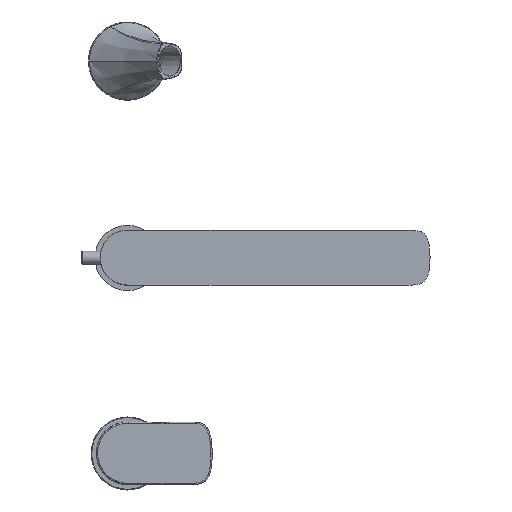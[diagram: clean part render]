
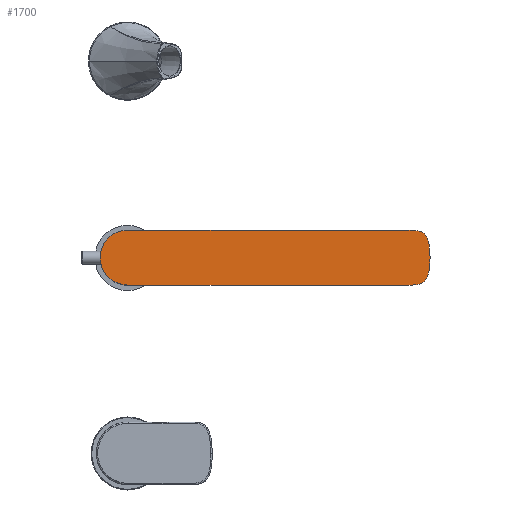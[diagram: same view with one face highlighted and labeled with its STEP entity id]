
A CAD part, top view. The second image highlights one B-rep face of the part: STEP entity #1700.
In plain terms, the highlighted face is planar.
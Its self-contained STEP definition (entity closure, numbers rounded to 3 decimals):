
#167=LINE('',#4455,#219);
#169=LINE('',#4478,#221);
#170=LINE('',#5072,#222);
#171=LINE('',#5073,#223);
#219=VECTOR('',#2173,10.);
#221=VECTOR('',#2175,10.);
#222=VECTOR('',#2178,44.);
#223=VECTOR('',#2179,44.);
#287=CIRCLE('',#1922,21.);
#403=PLANE('',#1929);
#437=FACE_OUTER_BOUND('',#558,.T.);
#558=EDGE_LOOP('',(#1217,#1218,#1219,#1220,#1221,#1222,#1223));
#686=B_SPLINE_CURVE_WITH_KNOTS('',3,(#4772,#4773,#4774,#4775,#4776,#4777,
#4778,#4779,#4780,#4781,#4782,#4783,#4784,#4785,#4786),.UNSPECIFIED.,.F.,
 .F.,(4,1,1,1,1,1,1,1,1,1,1,1,4),(0.,0.125,0.188,0.25,0.313,0.375,0.438,
0.5,0.563,0.625,0.75,0.875,1.),.UNSPECIFIED.);
#688=B_SPLINE_CURVE_WITH_KNOTS('',3,(#5056,#5057,#5058,#5059,#5060,#5061,
#5062,#5063,#5064,#5065,#5066,#5067,#5068,#5069,#5070),.UNSPECIFIED.,.F.,
 .F.,(4,1,1,1,1,1,1,1,1,1,1,1,4),(0.,0.125,0.188,0.25,0.313,0.375,0.438,
0.5,0.563,0.625,0.75,0.875,1.),.UNSPECIFIED.);
#759=VERTEX_POINT('',#4251);
#760=VERTEX_POINT('',#4266);
#773=VERTEX_POINT('',#4416);
#774=VERTEX_POINT('',#4454);
#776=VERTEX_POINT('',#4471);
#777=VERTEX_POINT('',#4477);
#778=VERTEX_POINT('',#4771);
#919=EDGE_CURVE('',#759,#760,#287,.T.);
#938=EDGE_CURVE('',#774,#773,#167,.T.);
#942=EDGE_CURVE('',#776,#777,#169,.T.);
#944=EDGE_CURVE('',#777,#778,#686,.T.);
#946=EDGE_CURVE('',#773,#778,#688,.T.);
#947=EDGE_CURVE('',#759,#774,#170,.T.);
#948=EDGE_CURVE('',#760,#776,#171,.T.);
#1217=ORIENTED_EDGE('',*,*,#919,.F.);
#1218=ORIENTED_EDGE('',*,*,#947,.T.);
#1219=ORIENTED_EDGE('',*,*,#938,.T.);
#1220=ORIENTED_EDGE('',*,*,#946,.T.);
#1221=ORIENTED_EDGE('',*,*,#944,.F.);
#1222=ORIENTED_EDGE('',*,*,#942,.F.);
#1223=ORIENTED_EDGE('',*,*,#948,.F.);
#1700=ADVANCED_FACE('',(#437),#403,.F.);
#1922=AXIS2_PLACEMENT_3D('',#4267,#2151,#2152);
#1929=AXIS2_PLACEMENT_3D('',#5071,#2176,#2177);
#2151=DIRECTION('center_axis',(0.,-1.,0.));
#2152=DIRECTION('ref_axis',(-1.,0.,0.));
#2173=DIRECTION('',(1.,0.,0.));
#2175=DIRECTION('',(1.,0.,0.));
#2176=DIRECTION('center_axis',(0.,-1.,0.));
#2177=DIRECTION('ref_axis',(0.,0.,-1.));
#2178=DIRECTION('',(1.,0.,0.));
#2179=DIRECTION('',(1.,0.,0.));
#4251=CARTESIAN_POINT('',(0.,0.,21.));
#4266=CARTESIAN_POINT('',(0.,0.,-21.));
#4267=CARTESIAN_POINT('Origin',(0.,0.,
0.));
#4416=CARTESIAN_POINT('',(210.,0.,21.));
#4454=CARTESIAN_POINT('',(44.,0.,21.));
#4455=CARTESIAN_POINT('',(44.,0.,21.));
#4471=CARTESIAN_POINT('',(44.,0.,-21.));
#4477=CARTESIAN_POINT('',(210.,0.,-21.));
#4478=CARTESIAN_POINT('',(44.,0.,-21.));
#4771=CARTESIAN_POINT('',(232.,0.,0.));
#4772=CARTESIAN_POINT('Ctrl Pts',(210.,0.,-21.));
#4773=CARTESIAN_POINT('Ctrl Pts',(211.559,0.,-21.));
#4774=CARTESIAN_POINT('Ctrl Pts',(213.897,0.,-21.003));
#4775=CARTESIAN_POINT('Ctrl Pts',(217.015,0.,-20.995));
#4776=CARTESIAN_POINT('Ctrl Pts',(219.353,0.,
-21.024));
#4777=CARTESIAN_POINT('Ctrl Pts',(221.691,0.,
-20.887));
#4778=CARTESIAN_POINT('Ctrl Pts',(223.985,0.,-20.387));
#4779=CARTESIAN_POINT('Ctrl Pts',(226.134,0.,
-19.421));
#4780=CARTESIAN_POINT('Ctrl Pts',(227.955,0.,
-17.917));
#4781=CARTESIAN_POINT('Ctrl Pts',(229.327,0.,
-16.003));
#4782=CARTESIAN_POINT('Ctrl Pts',(230.615,0.,
-13.151));
#4783=CARTESIAN_POINT('Ctrl Pts',(231.484,0.,
-9.333));
#4784=CARTESIAN_POINT('Ctrl Pts',(231.931,0.,
-4.676));
#4785=CARTESIAN_POINT('Ctrl Pts',(232.,0.,
-1.558));
#4786=CARTESIAN_POINT('Ctrl Pts',(232.,0.,0.));
#5056=CARTESIAN_POINT('Ctrl Pts',(210.,0.,21.));
#5057=CARTESIAN_POINT('Ctrl Pts',(211.559,0.,21.));
#5058=CARTESIAN_POINT('Ctrl Pts',(213.897,0.,21.003));
#5059=CARTESIAN_POINT('Ctrl Pts',(217.015,0.,20.995));
#5060=CARTESIAN_POINT('Ctrl Pts',(219.353,0.,
21.024));
#5061=CARTESIAN_POINT('Ctrl Pts',(221.691,0.,
20.887));
#5062=CARTESIAN_POINT('Ctrl Pts',(223.985,0.,
20.387));
#5063=CARTESIAN_POINT('Ctrl Pts',(226.134,0.,
19.421));
#5064=CARTESIAN_POINT('Ctrl Pts',(227.955,0.,
17.917));
#5065=CARTESIAN_POINT('Ctrl Pts',(229.327,0.,
16.003));
#5066=CARTESIAN_POINT('Ctrl Pts',(230.615,0.,
13.151));
#5067=CARTESIAN_POINT('Ctrl Pts',(231.484,0.,
9.333));
#5068=CARTESIAN_POINT('Ctrl Pts',(231.931,0.,
4.676));
#5069=CARTESIAN_POINT('Ctrl Pts',(232.,0.,
1.558));
#5070=CARTESIAN_POINT('Ctrl Pts',(232.,0.,0.));
#5071=CARTESIAN_POINT('Origin',(0.,0.,
0.));
#5072=CARTESIAN_POINT('',(0.,0.,21.));
#5073=CARTESIAN_POINT('',(0.,0.,-21.));
